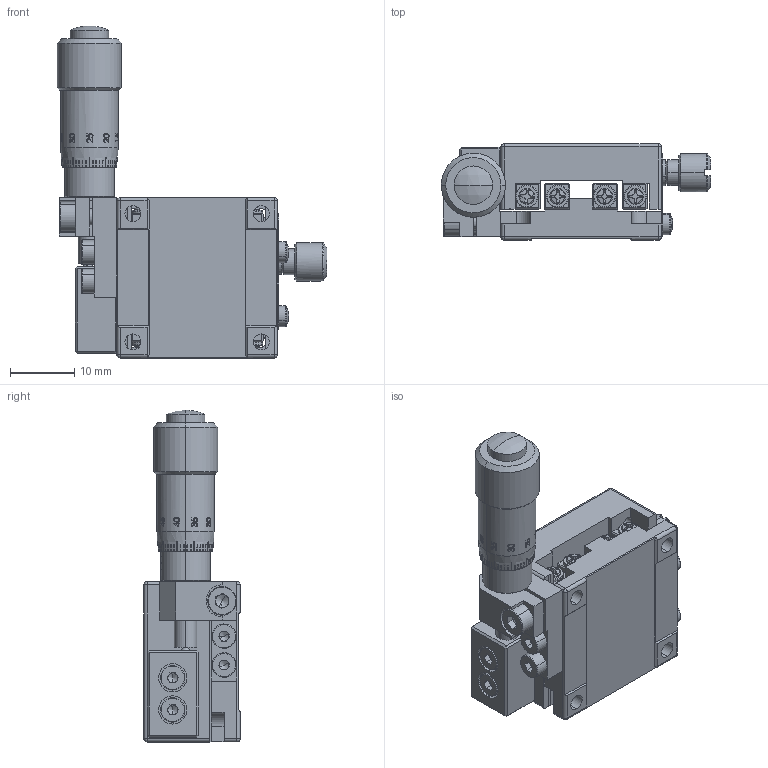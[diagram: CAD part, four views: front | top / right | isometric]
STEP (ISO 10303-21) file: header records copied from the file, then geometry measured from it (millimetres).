
FILE_DESCRIPTION (( 'STEP AP203' ), '1' );
FILE_NAME ('MX25-AS.STEP', '2013-04-01T00:45:45', ( '123' ), ( '' ), 'SwSTEP 2.0', 'SolidWorks 2012', '' );
FILE_SCHEMA (( 'CONFIG_CONTROL_DESIGN' ));
Length unit declared in the file: millimetre
Products named in the file (3): MX25-AS; Group2^MX25-AS; Group1^MX25-AS
Assembly tree (2 placements, depth 2):
  MX25-AS
    Group1^MX25-AS
    Group2^MX25-AS
Bounding box: 42 x 15 x 51.75 mm (x, y, z)
Volume: 11351.2 mm3; surface area: 8367.4 mm2
Topology: 14 solids, 14 shells, 2899 faces, 7784 edges, 5027 vertices
Faces by surface type: plane 1819, bspline 476, cylinder 380, cone 122, torus 70, sphere 32
Entity records: 109354 total; most frequent: CARTESIAN_POINT 39767, ORIENTED_EDGE 15490, DIRECTION 12590, EDGE_CURVE 7745, VERTEX_POINT 5024, LINE 4918, VECTOR 4918, AXIS2_PLACEMENT_3D 3836
